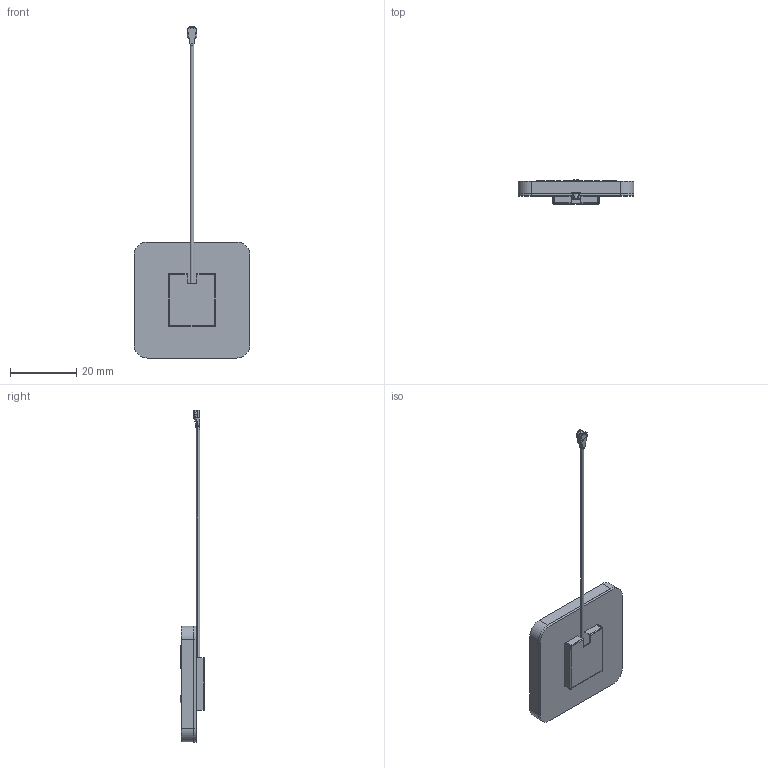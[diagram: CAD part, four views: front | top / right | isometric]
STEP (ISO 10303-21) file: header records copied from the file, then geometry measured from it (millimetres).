
FILE_DESCRIPTION (( 'STEP AP214' ), '1' );
FILE_NAME ('AGGP.35F.07.0060A_Web.STEP', '2019-12-31T08:51:38', ( '' ), ( '' ), 'SwSTEP 2.0', 'SolidWorks 2017', '' );
FILE_SCHEMA (( 'AUTOMOTIVE_DESIGN' ));
Length unit declared in the file: millimetre
Products named in the file (12): 35x35Patch; IPEX 1; 1.13 Cable; 35x35 PCB; Shielding case; Cable Assm; AGGP.35F.07.0060A_Web
Assembly tree (6 placements, depth 3):
  IPEX 1
  35x35Patch
  1.13 Cable
  35x35 PCB
  AGGP.35F.07.0060A_Web
    35x35Patch
    35x35 PCB
    Shielding case
    Cable Assm
      1.13 Cable
      IPEX 1
Bounding box: 35.1 x 7.28 x 100.5 mm (x, y, z)
Volume: 5635.8 mm3; surface area: 6525.5 mm2
Topology: 5 solids, 5 shells, 622 faces, 1609 edges, 1060 vertices
Faces by surface type: plane 307, bspline 179, cylinder 122, torus 14
Entity records: 28302 total; most frequent: CARTESIAN_POINT 9577, ORIENTED_EDGE 3218, DIRECTION 2321, EDGE_CURVE 1609, VERTEX_POINT 1060, LINE 937, VECTOR 937, AXIS2_PLACEMENT_3D 692
